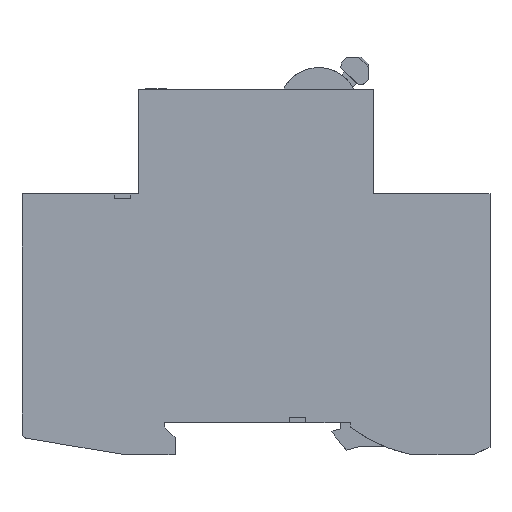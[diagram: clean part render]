
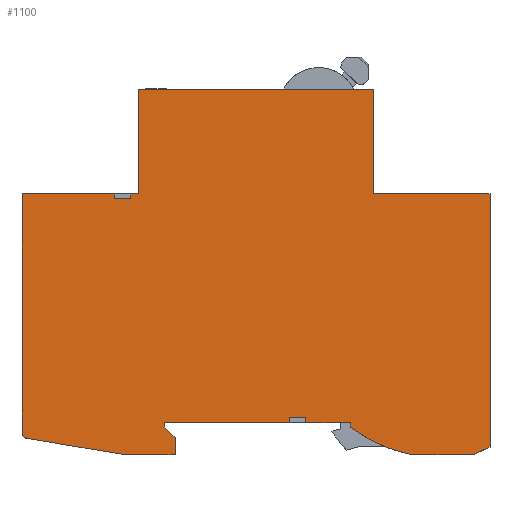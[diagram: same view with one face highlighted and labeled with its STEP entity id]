
A CAD part, left-side view. The second image highlights one B-rep face of the part: STEP entity #1100.
In plain terms, the highlighted planar face has unit normal (-1, 0, 0).
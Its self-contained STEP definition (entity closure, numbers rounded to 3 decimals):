
#1100=ADVANCED_FACE('',(#2696),#2697,.T.);
#2696=FACE_OUTER_BOUND('',#4789,.T.);
#2697=PLANE('',#4790);
#4789=EDGE_LOOP('',(#8108,#8109,#8110,#8111,#8112,#8113,#8114,#8115,#8116,#8117,#8118,#8119,#8120,#8121,#8122,#8123,#8124,#8125,#8126,#8127,#8128,#8129,#8130,#8131,#8132,#8133,#8134,#8135,#8136));
#4790=AXIS2_PLACEMENT_3D('',#8137,#8138,#8139);
#8108=ORIENTED_EDGE('',*,*,#13304,.F.);
#8109=ORIENTED_EDGE('',*,*,#13092,.F.);
#8110=ORIENTED_EDGE('',*,*,#13625,.F.);
#8111=ORIENTED_EDGE('',*,*,#13159,.F.);
#8112=ORIENTED_EDGE('',*,*,#13626,.F.);
#8113=ORIENTED_EDGE('',*,*,#13055,.T.);
#8114=ORIENTED_EDGE('',*,*,#13194,.T.);
#8115=ORIENTED_EDGE('',*,*,#13059,.T.);
#8116=ORIENTED_EDGE('',*,*,#13627,.F.);
#8117=ORIENTED_EDGE('',*,*,#13628,.F.);
#8118=ORIENTED_EDGE('',*,*,#13629,.F.);
#8119=ORIENTED_EDGE('',*,*,#13630,.T.);
#8120=ORIENTED_EDGE('',*,*,#13343,.T.);
#8121=ORIENTED_EDGE('',*,*,#13348,.T.);
#8122=ORIENTED_EDGE('',*,*,#13352,.T.);
#8123=ORIENTED_EDGE('',*,*,#13357,.T.);
#8124=ORIENTED_EDGE('',*,*,#13361,.T.);
#8125=ORIENTED_EDGE('',*,*,#13364,.T.);
#8126=ORIENTED_EDGE('',*,*,#13368,.T.);
#8127=ORIENTED_EDGE('',*,*,#13554,.T.);
#8128=ORIENTED_EDGE('',*,*,#13340,.T.);
#8129=ORIENTED_EDGE('',*,*,#13562,.T.);
#8130=ORIENTED_EDGE('',*,*,#13559,.T.);
#8131=ORIENTED_EDGE('',*,*,#13552,.T.);
#8132=ORIENTED_EDGE('',*,*,#13489,.T.);
#8133=ORIENTED_EDGE('',*,*,#13498,.T.);
#8134=ORIENTED_EDGE('',*,*,#13484,.T.);
#8135=ORIENTED_EDGE('',*,*,#13545,.T.);
#8136=ORIENTED_EDGE('',*,*,#13461,.T.);
#8137=CARTESIAN_POINT('',(0.0,44.9,26.2));
#8138=DIRECTION('',(-1.0,0.0,0.0));
#8139=DIRECTION('',(0.0,1.0,0.0));
#13055=EDGE_CURVE('',#15831,#15833,#15835,.T.);
#13059=EDGE_CURVE('',#15842,#15840,#15843,.T.);
#13092=EDGE_CURVE('',#15893,#15884,#15895,.T.);
#13159=EDGE_CURVE('',#15987,#15989,#15990,.T.);
#13194=EDGE_CURVE('',#15833,#15842,#16042,.T.);
#13304=EDGE_CURVE('',#15884,#16188,#16189,.T.);
#13340=EDGE_CURVE('',#16242,#16244,#16246,.T.);
#13343=EDGE_CURVE('',#16251,#16249,#16252,.T.);
#13348=EDGE_CURVE('',#16249,#16258,#16260,.T.);
#13352=EDGE_CURVE('',#16258,#16264,#16266,.T.);
#13357=EDGE_CURVE('',#16264,#16271,#16273,.T.);
#13361=EDGE_CURVE('',#16271,#16277,#16279,.T.);
#13364=EDGE_CURVE('',#16277,#16282,#16284,.T.);
#13368=EDGE_CURVE('',#16282,#16288,#16290,.T.);
#13461=EDGE_CURVE('',#16426,#16188,#16427,.T.);
#13484=EDGE_CURVE('',#16462,#16460,#16463,.T.);
#13489=EDGE_CURVE('',#16470,#16468,#16471,.T.);
#13498=EDGE_CURVE('',#16468,#16462,#16484,.T.);
#13545=EDGE_CURVE('',#16460,#16426,#16545,.T.);
#13552=EDGE_CURVE('',#16553,#16470,#16554,.T.);
#13554=EDGE_CURVE('',#16288,#16242,#16556,.T.);
#13559=EDGE_CURVE('',#16562,#16553,#16563,.T.);
#13562=EDGE_CURVE('',#16244,#16562,#16566,.T.);
#13625=EDGE_CURVE('',#15989,#15893,#16662,.T.);
#13626=EDGE_CURVE('',#15831,#15987,#16663,.T.);
#13627=EDGE_CURVE('',#16664,#15840,#16665,.T.);
#13628=EDGE_CURVE('',#16666,#16664,#16667,.T.);
#13629=EDGE_CURVE('',#16668,#16666,#16669,.T.);
#13630=EDGE_CURVE('',#16668,#16251,#16670,.T.);
#15831=VERTEX_POINT('',#19910);
#15833=VERTEX_POINT('',#19913);
#15835=LINE('',#19916,#19917);
#15840=VERTEX_POINT('',#19923);
#15842=VERTEX_POINT('',#19926);
#15843=LINE('',#19927,#19928);
#15884=VERTEX_POINT('',#19989);
#15893=VERTEX_POINT('',#20002);
#15895=LINE('',#20005,#20006);
#15987=VERTEX_POINT('',#20137);
#15989=VERTEX_POINT('',#20140);
#15990=LINE('',#20141,#20142);
#16042=LINE('',#20219,#20220);
#16188=VERTEX_POINT('',#20418);
#16189=LINE('',#20419,#20420);
#16242=VERTEX_POINT('',#20499);
#16244=VERTEX_POINT('',#20502);
#16246=LINE('',#20505,#20506);
#16249=VERTEX_POINT('',#20509);
#16251=VERTEX_POINT('',#20512);
#16252=CIRCLE('',#20513,1.0);
#16258=VERTEX_POINT('',#20520);
#16260=LINE('',#20523,#20524);
#16264=VERTEX_POINT('',#20529);
#16266=CIRCLE('',#20532,1.0);
#16271=VERTEX_POINT('',#20538);
#16273=LINE('',#20541,#20542);
#16277=VERTEX_POINT('',#20547);
#16279=LINE('',#20550,#20551);
#16282=VERTEX_POINT('',#20554);
#16284=LINE('',#20557,#20558);
#16288=VERTEX_POINT('',#20563);
#16290=LINE('',#20566,#20567);
#16426=VERTEX_POINT('',#20769);
#16427=LINE('',#20770,#20771);
#16460=VERTEX_POINT('',#20821);
#16462=VERTEX_POINT('',#20824);
#16463=LINE('',#20825,#20826);
#16468=VERTEX_POINT('',#20833);
#16470=VERTEX_POINT('',#20836);
#16471=LINE('',#20837,#20838);
#16484=CIRCLE('',#20856,30.0);
#16545=LINE('',#20945,#20946);
#16553=VERTEX_POINT('',#20958);
#16554=LINE('',#20959,#20960);
#16556=LINE('',#20963,#20964);
#16562=VERTEX_POINT('',#20973);
#16563=LINE('',#20974,#20975);
#16566=LINE('',#20979,#20980);
#16662=LINE('',#21113,#21114);
#16663=LINE('',#21115,#21116);
#16664=VERTEX_POINT('',#21117);
#16665=LINE('',#21118,#21119);
#16666=VERTEX_POINT('',#21120);
#16667=LINE('',#21121,#21122);
#16668=VERTEX_POINT('',#21123);
#16669=LINE('',#21124,#21125);
#16670=LINE('',#21126,#21127);
#19910=CARTESIAN_POINT('',(0.0,68.95,50.1));
#19913=CARTESIAN_POINT('',(0.0,68.95,49.15));
#19916=CARTESIAN_POINT('',(0.0,68.95,50.1));
#19917=VECTOR('',#25251,1.0);
#19923=CARTESIAN_POINT('',(0.0,72.05,50.1));
#19926=CARTESIAN_POINT('',(0.0,72.05,49.15));
#19927=CARTESIAN_POINT('',(0.0,72.05,50.1));
#19928=VECTOR('',#25254,1.0);
#19989=CARTESIAN_POINT('',(0.0,22.35,50.1));
#20002=CARTESIAN_POINT('',(0.0,22.35,70.2));
#20005=CARTESIAN_POINT('',(0.0,22.35,66.926));
#20006=VECTOR('',#25280,1.0);
#20137=CARTESIAN_POINT('',(0.0,67.45,50.1));
#20140=CARTESIAN_POINT('',(0.0,67.45,70.2));
#20141=CARTESIAN_POINT('',(0.0,67.45,50.1));
#20142=VECTOR('',#25342,1.0);
#20219=CARTESIAN_POINT('',(0.0,44.9,49.15));
#20220=VECTOR('',#25368,1.0);
#20418=CARTESIAN_POINT('',(0.0,0.0,50.1));
#20419=CARTESIAN_POINT('',(0.0,22.35,50.1));
#20420=VECTOR('',#25481,1.0);
#20499=CARTESIAN_POINT('',(0.0,38.45,6.2));
#20502=CARTESIAN_POINT('',(0.0,38.45,7.2));
#20505=CARTESIAN_POINT('',(0.0,38.45,16.2));
#20506=VECTOR('',#25510,1.0);
#20509=CARTESIAN_POINT('',(0.0,88.915,3.182));
#20512=CARTESIAN_POINT('',(0.0,89.75,4.168));
#20513=AXIS2_PLACEMENT_3D('',#25512,#25513,#25514);
#20520=CARTESIAN_POINT('',(0.0,69.982,0.014));
#20523=CARTESIAN_POINT('',(0.0,69.381,-0.087));
#20524=VECTOR('',#25520,1.0);
#20529=CARTESIAN_POINT('',(0.0,69.817,0.0));
#20532=AXIS2_PLACEMENT_3D('',#25523,#25524,#25525);
#20538=CARTESIAN_POINT('',(0.0,60.416,0.0));
#20541=CARTESIAN_POINT('',(0.0,57.359,0.0));
#20542=VECTOR('',#25531,1.0);
#20547=CARTESIAN_POINT('',(0.0,60.416,3.266));
#20550=CARTESIAN_POINT('',(0.0,60.416,14.126));
#20551=VECTOR('',#25534,1.0);
#20554=CARTESIAN_POINT('',(0.0,62.5,5.35));
#20557=CARTESIAN_POINT('',(0.0,62.601,5.451));
#20558=VECTOR('',#25536,1.0);
#20563=CARTESIAN_POINT('',(0.0,62.5,6.2));
#20566=CARTESIAN_POINT('',(0.0,62.5,15.817));
#20567=VECTOR('',#25539,1.0);
#20769=CARTESIAN_POINT('',(0.0,0.0,1.5));
#20770=CARTESIAN_POINT('',(0.0,0.0,26.2));
#20771=VECTOR('',#25612,1.0);
#20821=CARTESIAN_POINT('',(0.0,3.217,0.0));
#20824=CARTESIAN_POINT('',(0.0,15.,0.0));
#20825=CARTESIAN_POINT('',(0.0,29.898,0.0));
#20826=VECTOR('',#25631,1.0);
#20833=CARTESIAN_POINT('',(0.0,26.8,5.3));
#20836=CARTESIAN_POINT('',(0.0,26.8,6.2));
#20837=CARTESIAN_POINT('',(0.0,26.8,16.1));
#20838=VECTOR('',#25635,1.0);
#20856=AXIS2_PLACEMENT_3D('',#25644,#25645,#25646);
#20945=CARTESIAN_POINT('',(0.0,15.318,-5.643));
#20946=VECTOR('',#25684,1.0);
#20958=CARTESIAN_POINT('',(0.0,35.35,6.2));
#20959=CARTESIAN_POINT('',(0.0,53.6,6.2));
#20960=VECTOR('',#25689,1.0);
#20963=CARTESIAN_POINT('',(0.0,53.6,6.2));
#20964=VECTOR('',#25691,1.0);
#20973=CARTESIAN_POINT('',(0.0,35.35,7.2));
#20974=CARTESIAN_POINT('',(0.0,35.35,16.2));
#20975=VECTOR('',#25695,1.0);
#20979=CARTESIAN_POINT('',(0.0,44.9,7.2));
#20980=VECTOR('',#25697,1.0);
#21113=CARTESIAN_POINT('',(0.0,67.45,70.2));
#21114=VECTOR('',#25765,1.0);
#21115=CARTESIAN_POINT('',(0.0,89.8,50.1));
#21116=VECTOR('',#25766,1.0);
#21117=CARTESIAN_POINT('',(0.0,89.8,50.1));
#21118=CARTESIAN_POINT('',(0.0,89.8,50.1));
#21119=VECTOR('',#25767,1.0);
#21120=CARTESIAN_POINT('',(0.0,89.8,26.2));
#21121=CARTESIAN_POINT('',(0.0,89.8,26.2));
#21122=VECTOR('',#25768,1.0);
#21123=CARTESIAN_POINT('',(0.0,89.75,26.2));
#21124=CARTESIAN_POINT('',(0.0,0.0,26.2));
#21125=VECTOR('',#25769,1.0);
#21126=CARTESIAN_POINT('',(0.0,89.75,26.2));
#21127=VECTOR('',#25770,1.0);
#25251=DIRECTION('',(0.0,0.0,-1.0));
#25254=DIRECTION('',(0.0,0.0,1.0));
#25280=DIRECTION('',(0.0,0.0,-1.0));
#25342=DIRECTION('',(0.0,0.0,1.0));
#25368=DIRECTION('',(0.0,1.0,0.0));
#25481=DIRECTION('',(0.0,-1.0,0.0));
#25510=DIRECTION('',(0.0,0.0,1.0));
#25512=CARTESIAN_POINT('',(0.0,88.75,4.168));
#25513=DIRECTION('',(-1.0,0.0,0.0));
#25514=DIRECTION('',(0.0,-1.0,0.0));
#25520=DIRECTION('',(0.0,-0.986,-0.165));
#25523=CARTESIAN_POINT('',(0.0,69.817,1.0));
#25524=DIRECTION('',(-1.0,0.0,0.0));
#25525=DIRECTION('',(0.0,-1.0,0.0));
#25531=DIRECTION('',(0.0,-1.0,0.0));
#25534=DIRECTION('',(0.0,0.0,1.0));
#25536=DIRECTION('',(0.0,0.707,0.707));
#25539=DIRECTION('',(0.0,0.0,1.0));
#25612=DIRECTION('',(0.0,0.0,1.0));
#25631=DIRECTION('',(0.0,-1.0,0.0));
#25635=DIRECTION('',(0.0,0.0,-1.0));
#25644=CARTESIAN_POINT('',(0.0,8.898,29.373));
#25645=DIRECTION('',(-1.0,0.0,0.0));
#25646=DIRECTION('',(0.0,-1.0,0.0));
#25684=DIRECTION('',(0.0,-0.906,0.423));
#25689=DIRECTION('',(0.0,-1.0,0.0));
#25691=DIRECTION('',(0.0,-1.0,0.0));
#25695=DIRECTION('',(0.0,0.0,-1.0));
#25697=DIRECTION('',(0.0,-1.0,0.0));
#25765=DIRECTION('',(0.0,-1.0,0.0));
#25766=DIRECTION('',(0.0,-1.0,0.0));
#25767=DIRECTION('',(0.0,-1.0,0.0));
#25768=DIRECTION('',(0.0,0.0,1.0));
#25769=DIRECTION('',(0.0,1.0,0.0));
#25770=DIRECTION('',(0.0,0.0,-1.0));
